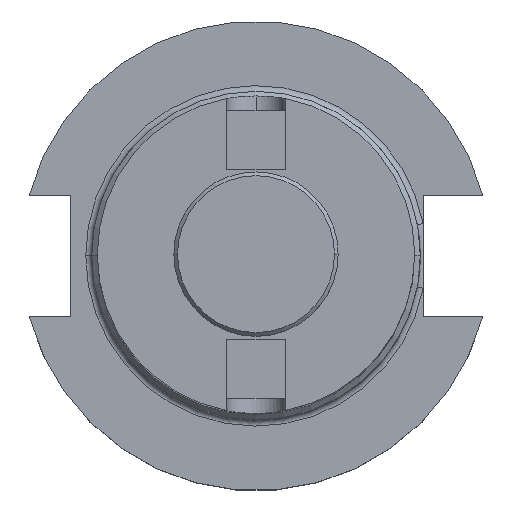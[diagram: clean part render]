
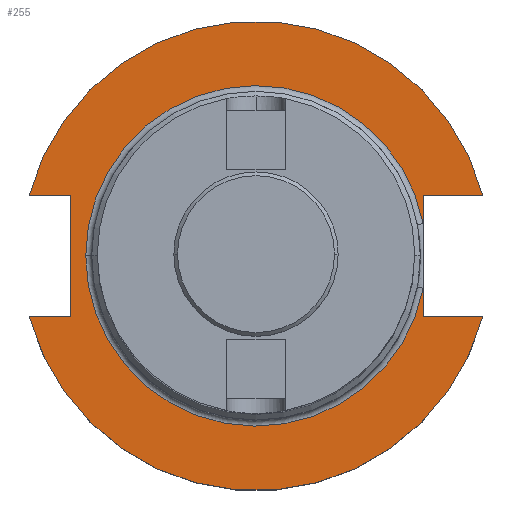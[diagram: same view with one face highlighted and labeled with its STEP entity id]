
A CAD part, top view. The second image highlights one B-rep face of the part: STEP entity #255.
In plain terms, the highlighted planar face has unit normal (0, 0, 1).
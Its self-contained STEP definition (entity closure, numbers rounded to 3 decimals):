
#19 = VERTEX_POINT ( 'NONE', #2059 ) ;
#32 = VERTEX_POINT ( 'NONE', #356 ) ;
#49 = CARTESIAN_POINT ( 'NONE',  ( -25.091, -8.191, 19.05 ) ) ;
#59 = EDGE_CURVE ( 'NONE', #276, #32, #1486, .T. ) ;
#84 = CIRCLE ( 'NONE', #1173, 23.025 ) ;
#106 = LINE ( 'NONE', #751, #1736 ) ;
#209 = CIRCLE ( 'NONE', #1029, 31.75 ) ;
#255 = ADVANCED_FACE ( 'NONE', ( #1188 ), #844, .F. ) ;
#271 = DIRECTION ( 'NONE',  ( 0., 0., -1. ) ) ;
#276 = VERTEX_POINT ( 'NONE', #1999 ) ;
#287 = VERTEX_POINT ( 'NONE', #441 ) ;
#288 = DIRECTION ( 'NONE',  ( 1., 0., 0. ) ) ;
#312 = ORIENTED_EDGE ( 'NONE', *, *, #513, .F. ) ;
#325 = ORIENTED_EDGE ( 'NONE', *, *, #397, .F. ) ;
#331 = DIRECTION ( 'NONE',  ( 1., 0., 0. ) ) ;
#356 = CARTESIAN_POINT ( 'NONE',  ( 22.606, 4.373, 19.05 ) ) ;
#368 = CARTESIAN_POINT ( 'NONE',  ( 0., 8.191, 19.05 ) ) ;
#384 = DIRECTION ( 'NONE',  ( -1., 0., 0. ) ) ;
#397 = EDGE_CURVE ( 'NONE', #543, #287, #1693, .T. ) ;
#401 = DIRECTION ( 'NONE',  ( -1., 0., 0. ) ) ;
#403 = CARTESIAN_POINT ( 'NONE',  ( 0., 0., 19.05 ) ) ;
#409 = CIRCLE ( 'NONE', #2400, 31.75 ) ;
#420 = LINE ( 'NONE', #1088, #2267 ) ;
#441 = CARTESIAN_POINT ( 'NONE',  ( 30.675, -8.191, 19.05 ) ) ;
#459 = DIRECTION ( 'NONE',  ( -1., 0., 0. ) ) ;
#483 = DIRECTION ( 'NONE',  ( 1., 0., 0. ) ) ;
#513 = EDGE_CURVE ( 'NONE', #585, #19, #909, .T. ) ;
#543 = VERTEX_POINT ( 'NONE', #1194 ) ;
#544 = ORIENTED_EDGE ( 'NONE', *, *, #569, .T. ) ;
#569 = EDGE_CURVE ( 'NONE', #32, #19, #667, .T. ) ;
#576 = CARTESIAN_POINT ( 'NONE',  ( 30.675, 8.191, 19.05 ) ) ;
#585 = VERTEX_POINT ( 'NONE', #576 ) ;
#667 = LINE ( 'NONE', #1153, #1661 ) ;
#720 = DIRECTION ( 'NONE',  ( 0., -1., 0. ) ) ;
#721 = VERTEX_POINT ( 'NONE', #49 ) ;
#751 = CARTESIAN_POINT ( 'NONE',  ( 22.606, 22.225, 19.05 ) ) ;
#805 = CARTESIAN_POINT ( 'NONE',  ( 0., 0., 19.05 ) ) ;
#844 = PLANE ( 'NONE',  #1682 ) ;
#849 = EDGE_CURVE ( 'NONE', #1972, #2152, #1337, .T. ) ;
#873 = EDGE_CURVE ( 'NONE', #2104, #721, #420, .T. ) ;
#885 = ORIENTED_EDGE ( 'NONE', *, *, #1893, .T. ) ;
#902 = CARTESIAN_POINT ( 'NONE',  ( -61.091, 8.191, 19.05 ) ) ;
#909 = LINE ( 'NONE', #368, #2481 ) ;
#919 = CARTESIAN_POINT ( 'NONE',  ( -30.675, 8.191, 19.05 ) ) ;
#928 = DIRECTION ( 'NONE',  ( -1., 0., 0. ) ) ;
#934 = ORIENTED_EDGE ( 'NONE', *, *, #2443, .T. ) ;
#948 = AXIS2_PLACEMENT_3D ( 'NONE', #2070, #1352, #928 ) ;
#954 = CARTESIAN_POINT ( 'NONE',  ( 22.606, -4.373, 19.05 ) ) ;
#1023 = EDGE_LOOP ( 'NONE', ( #934, #1838, #2242, #544, #312, #1964, #1688, #1955, #2277, #885, #325 ) ) ;
#1029 = AXIS2_PLACEMENT_3D ( 'NONE', #805, #1595, #1796 ) ;
#1041 = CARTESIAN_POINT ( 'NONE',  ( 0., 0., 19.05 ) ) ;
#1062 = CARTESIAN_POINT ( 'NONE',  ( 0., -8.191, 19.05 ) ) ;
#1088 = CARTESIAN_POINT ( 'NONE',  ( -61.091, -8.191, 19.05 ) ) ;
#1153 = CARTESIAN_POINT ( 'NONE',  ( 22.606, 22.225, 19.05 ) ) ;
#1169 = VECTOR ( 'NONE', #720, 1000. ) ;
#1173 = AXIS2_PLACEMENT_3D ( 'NONE', #403, #1175, #384 ) ;
#1175 = DIRECTION ( 'NONE',  ( 0., 0., -1. ) ) ;
#1188 = FACE_OUTER_BOUND ( 'NONE', #1023, .T. ) ;
#1194 = CARTESIAN_POINT ( 'NONE',  ( 22.606, -8.191, 19.05 ) ) ;
#1319 = CARTESIAN_POINT ( 'NONE',  ( -25.091, 8.191, 19.05 ) ) ;
#1337 = LINE ( 'NONE', #902, #2452 ) ;
#1352 = DIRECTION ( 'NONE',  ( 0., 0., -1. ) ) ;
#1362 = EDGE_CURVE ( 'NONE', #585, #1972, #209, .T. ) ;
#1367 = VERTEX_POINT ( 'NONE', #954 ) ;
#1486 = CIRCLE ( 'NONE', #948, 23.025 ) ;
#1497 = DIRECTION ( 'NONE',  ( 0., 1., 0. ) ) ;
#1595 = DIRECTION ( 'NONE',  ( 0., 0., 1. ) ) ;
#1661 = VECTOR ( 'NONE', #1939, 1000. ) ;
#1667 = DIRECTION ( 'NONE',  ( 1., 0., 0. ) ) ;
#1675 = LINE ( 'NONE', #2463, #1169 ) ;
#1682 = AXIS2_PLACEMENT_3D ( 'NONE', #2173, #271, #459 ) ;
#1688 = ORIENTED_EDGE ( 'NONE', *, *, #849, .T. ) ;
#1693 = LINE ( 'NONE', #1062, #2159 ) ;
#1710 = CARTESIAN_POINT ( 'NONE',  ( -30.675, -8.191, 19.05 ) ) ;
#1732 = EDGE_CURVE ( 'NONE', #1367, #276, #84, .T. ) ;
#1736 = VECTOR ( 'NONE', #1497, 1000. ) ;
#1796 = DIRECTION ( 'NONE',  ( 1., 0., 0. ) ) ;
#1838 = ORIENTED_EDGE ( 'NONE', *, *, #1732, .T. ) ;
#1893 = EDGE_CURVE ( 'NONE', #2104, #287, #409, .T. ) ;
#1939 = DIRECTION ( 'NONE',  ( 0., 1., 0. ) ) ;
#1955 = ORIENTED_EDGE ( 'NONE', *, *, #2404, .T. ) ;
#1964 = ORIENTED_EDGE ( 'NONE', *, *, #1362, .T. ) ;
#1972 = VERTEX_POINT ( 'NONE', #919 ) ;
#1999 = CARTESIAN_POINT ( 'NONE',  ( -23.025, 0., 19.05 ) ) ;
#2059 = CARTESIAN_POINT ( 'NONE',  ( 22.606, 8.191, 19.05 ) ) ;
#2070 = CARTESIAN_POINT ( 'NONE',  ( 0., 0., 19.05 ) ) ;
#2104 = VERTEX_POINT ( 'NONE', #1710 ) ;
#2152 = VERTEX_POINT ( 'NONE', #1319 ) ;
#2159 = VECTOR ( 'NONE', #288, 1000. ) ;
#2173 = CARTESIAN_POINT ( 'NONE',  ( 0., 22.225, 19.05 ) ) ;
#2194 = DIRECTION ( 'NONE',  ( 0., 0., 1. ) ) ;
#2242 = ORIENTED_EDGE ( 'NONE', *, *, #59, .T. ) ;
#2267 = VECTOR ( 'NONE', #1667, 1000. ) ;
#2277 = ORIENTED_EDGE ( 'NONE', *, *, #873, .F. ) ;
#2400 = AXIS2_PLACEMENT_3D ( 'NONE', #1041, #2194, #483 ) ;
#2404 = EDGE_CURVE ( 'NONE', #2152, #721, #1675, .T. ) ;
#2443 = EDGE_CURVE ( 'NONE', #543, #1367, #106, .T. ) ;
#2452 = VECTOR ( 'NONE', #331, 1000. ) ;
#2463 = CARTESIAN_POINT ( 'NONE',  ( -25.091, 8.191, 19.05 ) ) ;
#2481 = VECTOR ( 'NONE', #401, 1000. ) ;
